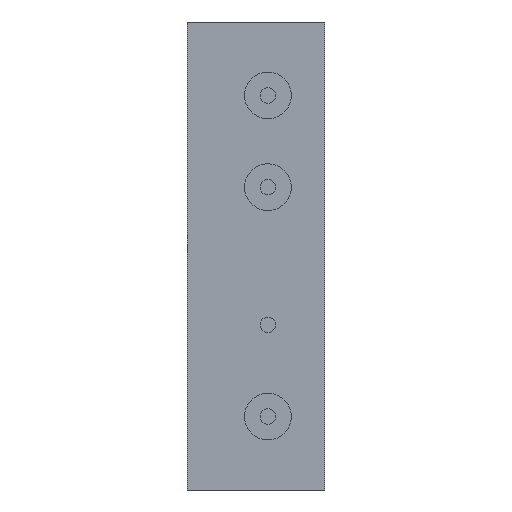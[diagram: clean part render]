
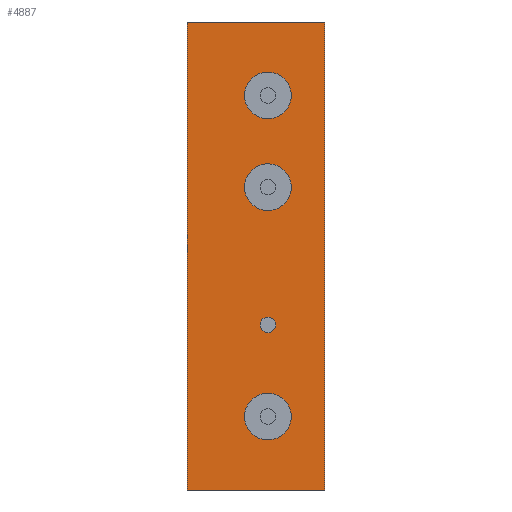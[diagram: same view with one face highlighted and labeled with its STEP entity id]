
A CAD part, left-side view. The second image highlights one B-rep face of the part: STEP entity #4887.
In plain terms, the highlighted planar face has unit normal (-1, 0, 0).
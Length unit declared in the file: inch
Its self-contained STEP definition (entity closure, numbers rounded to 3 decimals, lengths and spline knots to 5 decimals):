
#102 = CIRCLE ( 'NONE', #19181, 0.0255 ) ;
#143 = ORIENTED_EDGE ( 'NONE', *, *, #15198, .T. ) ;
#149 = DIRECTION ( 'NONE',  ( 0., -1., 0. ) ) ;
#199 = EDGE_CURVE ( 'NONE', #818, #1862, #12615, .T. ) ;
#818 = VERTEX_POINT ( 'NONE', #2587 ) ;
#896 = DIRECTION ( 'NONE',  ( 0., 0., 1. ) ) ;
#941 = DIRECTION ( 'NONE',  ( 0., -1., 0. ) ) ;
#955 = AXIS2_PLACEMENT_3D ( 'NONE', #14929, #5920, #13294 ) ;
#1385 = VERTEX_POINT ( 'NONE', #2508 ) ;
#1827 = VECTOR ( 'NONE', #13454, 39.37008 ) ;
#1862 = VERTEX_POINT ( 'NONE', #22278 ) ;
#2128 = ORIENTED_EDGE ( 'NONE', *, *, #8313, .F. ) ;
#2240 = VERTEX_POINT ( 'NONE', #14648 ) ;
#2284 = DIRECTION ( 'NONE',  ( -1., 0., 0. ) ) ;
#2508 = CARTESIAN_POINT ( 'NONE',  ( -0.1925, 0.15, -0.255 ) ) ;
#2587 = CARTESIAN_POINT ( 'NONE',  ( -0.1925, 0.062, -0.1495 ) ) ;
#2595 = LINE ( 'NONE', #16890, #3990 ) ;
#3517 = DIRECTION ( 'NONE',  ( 1., 0., 0. ) ) ;
#3760 = PLANE ( 'NONE',  #8498 ) ;
#3990 = VECTOR ( 'NONE', #7998, 39.37008 ) ;
#4041 = DIRECTION ( 'NONE',  ( -1., 0., 0. ) ) ;
#4126 = DIRECTION ( 'NONE',  ( 0., 0., 1. ) ) ;
#4395 = DIRECTION ( 'NONE',  ( 0., 0., 1. ) ) ;
#4887 = ADVANCED_FACE ( 'NONE', ( #12668, #19816, #5285, #22976 ), #3760, .F. ) ;
#4961 = CARTESIAN_POINT ( 'NONE',  ( -0.1925, 0.15, 0.255 ) ) ;
#5285 = FACE_BOUND ( 'NONE', #14544, .T. ) ;
#5603 = ORIENTED_EDGE ( 'NONE', *, *, #199, .F. ) ;
#5920 = DIRECTION ( 'NONE',  ( -1., 0., 0. ) ) ;
#5936 = CIRCLE ( 'NONE', #22032, 0.0255 ) ;
#6181 = DIRECTION ( 'NONE',  ( -1., 0., 0. ) ) ;
#6224 = CARTESIAN_POINT ( 'NONE',  ( -0.1925, 0.15, -0.255 ) ) ;
#6952 = AXIS2_PLACEMENT_3D ( 'NONE', #13446, #6181, #11916 ) ;
#7293 = CIRCLE ( 'NONE', #12902, 0.0255 ) ;
#7930 = CARTESIAN_POINT ( 'NONE',  ( -0.1925, 0.062, 0.1005 ) ) ;
#7937 = CARTESIAN_POINT ( 'NONE',  ( -0.1925, 0.062, 0.175 ) ) ;
#7998 = DIRECTION ( 'NONE',  ( 0., 0., 1. ) ) ;
#8215 = LINE ( 'NONE', #6224, #9104 ) ;
#8313 = EDGE_CURVE ( 'NONE', #15536, #21670, #7293, .T. ) ;
#8498 = AXIS2_PLACEMENT_3D ( 'NONE', #12423, #3517, #10914 ) ;
#9104 = VECTOR ( 'NONE', #941, 39.37008 ) ;
#9234 = ORIENTED_EDGE ( 'NONE', *, *, #12057, .F. ) ;
#9538 = EDGE_CURVE ( 'NONE', #21670, #15536, #18562, .T. ) ;
#10465 = VERTEX_POINT ( 'NONE', #7930 ) ;
#10781 = EDGE_CURVE ( 'NONE', #10465, #2240, #14049, .T. ) ;
#10846 = CARTESIAN_POINT ( 'NONE',  ( -0.1925, 0., -0.255 ) ) ;
#10914 = DIRECTION ( 'NONE',  ( 0., 0., -1. ) ) ;
#11124 = EDGE_CURVE ( 'NONE', #12050, #12816, #16202, .T. ) ;
#11353 = EDGE_LOOP ( 'NONE', ( #13356, #20682, #21708, #143 ) ) ;
#11916 = DIRECTION ( 'NONE',  ( 0., 0., 1. ) ) ;
#11943 = CARTESIAN_POINT ( 'NONE',  ( -0.1925, 0., 0.255 ) ) ;
#12050 = VERTEX_POINT ( 'NONE', #18354 ) ;
#12057 = EDGE_CURVE ( 'NONE', #2240, #10465, #5936, .T. ) ;
#12317 = ORIENTED_EDGE ( 'NONE', *, *, #22102, .F. ) ;
#12423 = CARTESIAN_POINT ( 'NONE',  ( -0.1925, 0.15, 0.255 ) ) ;
#12615 = CIRCLE ( 'NONE', #20448, 0.0255 ) ;
#12668 = FACE_BOUND ( 'NONE', #15252, .T. ) ;
#12816 = VERTEX_POINT ( 'NONE', #11943 ) ;
#12902 = AXIS2_PLACEMENT_3D ( 'NONE', #7937, #15072, #896 ) ;
#13294 = DIRECTION ( 'NONE',  ( 0., 0., 1. ) ) ;
#13356 = ORIENTED_EDGE ( 'NONE', *, *, #16425, .T. ) ;
#13446 = CARTESIAN_POINT ( 'NONE',  ( -0.1925, 0.062, 0.175 ) ) ;
#13454 = DIRECTION ( 'NONE',  ( 0., 0., 1. ) ) ;
#13707 = VERTEX_POINT ( 'NONE', #10846 ) ;
#13783 = ORIENTED_EDGE ( 'NONE', *, *, #10781, .F. ) ;
#14049 = CIRCLE ( 'NONE', #955, 0.0255 ) ;
#14084 = EDGE_LOOP ( 'NONE', ( #13783, #9234 ) ) ;
#14283 = ORIENTED_EDGE ( 'NONE', *, *, #9538, .F. ) ;
#14544 = EDGE_LOOP ( 'NONE', ( #14283, #2128 ) ) ;
#14648 = CARTESIAN_POINT ( 'NONE',  ( -0.1925, 0.062, 0.0495 ) ) ;
#14666 = DIRECTION ( 'NONE',  ( -1., 0., 0. ) ) ;
#14714 = CARTESIAN_POINT ( 'NONE',  ( -0.1925, 0.062, 0.075 ) ) ;
#14754 = CARTESIAN_POINT ( 'NONE',  ( -0.1925, 0.062, 0.1495 ) ) ;
#14929 = CARTESIAN_POINT ( 'NONE',  ( -0.1925, 0.062, 0.075 ) ) ;
#15072 = DIRECTION ( 'NONE',  ( -1., 0., 0. ) ) ;
#15198 = EDGE_CURVE ( 'NONE', #1385, #13707, #8215, .T. ) ;
#15252 = EDGE_LOOP ( 'NONE', ( #5603, #12317 ) ) ;
#15536 = VERTEX_POINT ( 'NONE', #14754 ) ;
#16202 = LINE ( 'NONE', #4961, #23113 ) ;
#16425 = EDGE_CURVE ( 'NONE', #13707, #12816, #2595, .T. ) ;
#16800 = DIRECTION ( 'NONE',  ( 0., 0., 1. ) ) ;
#16890 = CARTESIAN_POINT ( 'NONE',  ( -0.1925, 0., 0.255 ) ) ;
#17053 = CARTESIAN_POINT ( 'NONE',  ( -0.1925, 0.062, 0.2005 ) ) ;
#18354 = CARTESIAN_POINT ( 'NONE',  ( -0.1925, 0.15, 0.255 ) ) ;
#18501 = EDGE_CURVE ( 'NONE', #1385, #12050, #22355, .T. ) ;
#18562 = CIRCLE ( 'NONE', #6952, 0.0255 ) ;
#18677 = CARTESIAN_POINT ( 'NONE',  ( -0.1925, 0.062, -0.175 ) ) ;
#19181 = AXIS2_PLACEMENT_3D ( 'NONE', #19947, #14666, #4126 ) ;
#19816 = FACE_BOUND ( 'NONE', #14084, .T. ) ;
#19947 = CARTESIAN_POINT ( 'NONE',  ( -0.1925, 0.062, -0.175 ) ) ;
#20448 = AXIS2_PLACEMENT_3D ( 'NONE', #18677, #4041, #16800 ) ;
#20682 = ORIENTED_EDGE ( 'NONE', *, *, #11124, .F. ) ;
#21670 = VERTEX_POINT ( 'NONE', #17053 ) ;
#21708 = ORIENTED_EDGE ( 'NONE', *, *, #18501, .F. ) ;
#22032 = AXIS2_PLACEMENT_3D ( 'NONE', #14714, #2284, #4395 ) ;
#22102 = EDGE_CURVE ( 'NONE', #1862, #818, #102, .T. ) ;
#22240 = CARTESIAN_POINT ( 'NONE',  ( -0.1925, 0.15, 0.255 ) ) ;
#22278 = CARTESIAN_POINT ( 'NONE',  ( -0.1925, 0.062, -0.2005 ) ) ;
#22355 = LINE ( 'NONE', #22240, #1827 ) ;
#22976 = FACE_OUTER_BOUND ( 'NONE', #11353, .T. ) ;
#23113 = VECTOR ( 'NONE', #149, 39.37008 ) ;
